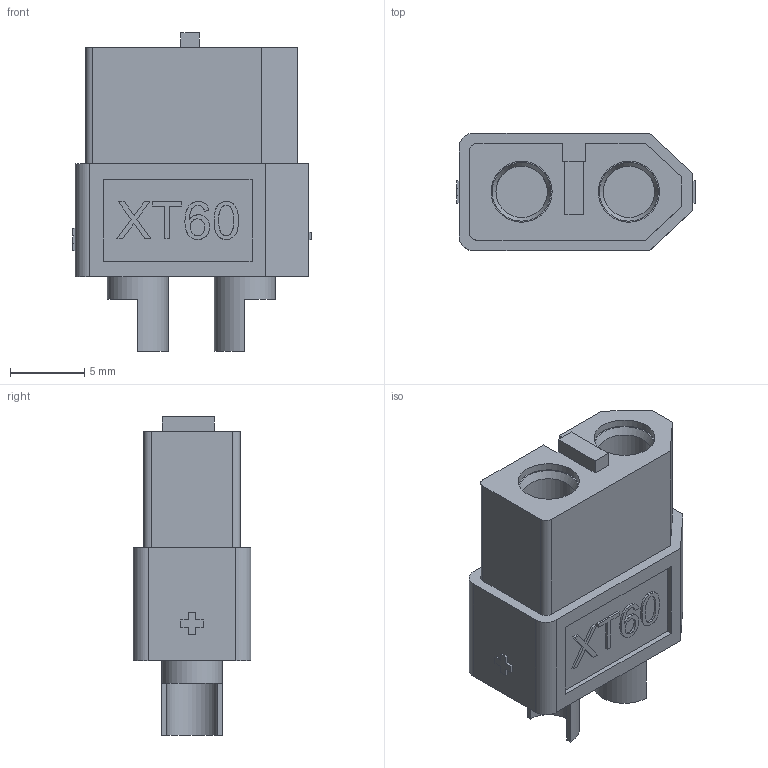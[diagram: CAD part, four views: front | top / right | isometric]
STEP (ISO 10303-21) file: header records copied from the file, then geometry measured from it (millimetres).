
FILE_DESCRIPTION(/* description */ (''),/* implementation_level */ '2;1');
FILE_NAME(/* name */ 'XT60 Plug v4.step',/* time_stamp */ '2022-12-01T15:25:41+11:00',/* author */ (''),/* organization */ (''),/* preprocessor_version */ 'ST-DEVELOPER v19.2',/* originating_system */ 'Autodesk Translation Framework v11.17.0.187',/* authorisation */ '');
FILE_SCHEMA (('AUTOMOTIVE_DESIGN { 1 0 10303 214 3 1 1 }'));
Length unit declared in the file: millimetre
Products named in the file (3): XT60 Plug; XT60 Plug_1; Pins
Assembly tree (2 placements, depth 3):
  XT60 Plug
    XT60 Plug_1
      Pins
Bounding box: 16 x 7.9 x 21.4 mm (x, y, z)
Volume: 1256.5 mm3; surface area: 2141.9 mm2
Topology: 3 solids, 3 shells, 239 faces, 634 edges, 422 vertices
Faces by surface type: plane 121, bspline 102, cylinder 14, cone 2
Full cylindrical faces by diameter (mm): 3.45 x4, 4.1 x4, 5.5 x2
Entity records: 8405 total; most frequent: CARTESIAN_POINT 3034, ORIENTED_EDGE 1268, DIRECTION 752, EDGE_CURVE 634, VERTEX_POINT 422, LINE 392, VECTOR 392, EDGE_LOOP 264
